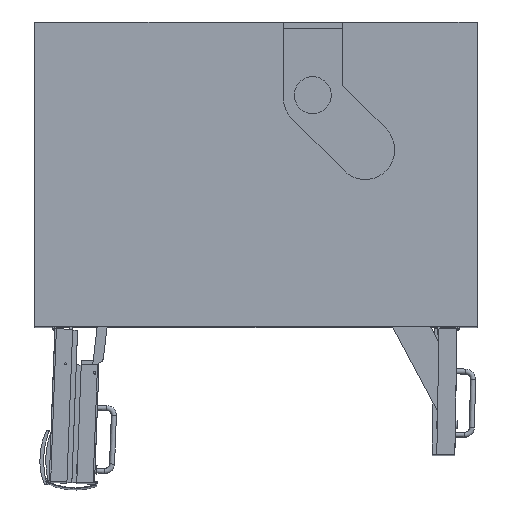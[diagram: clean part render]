
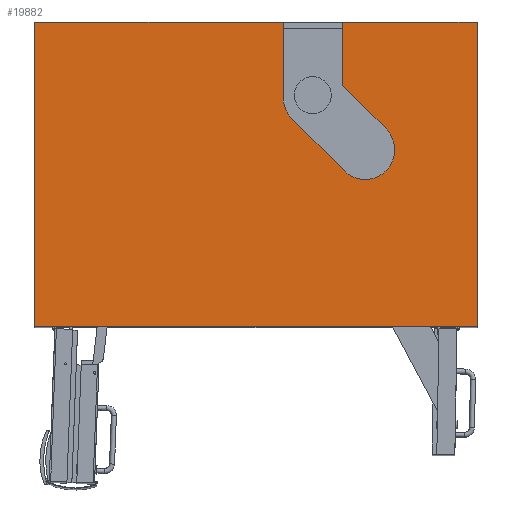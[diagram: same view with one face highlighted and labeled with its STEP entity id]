
A CAD part, top view. The second image highlights one B-rep face of the part: STEP entity #19882.
In plain terms, the highlighted planar face has unit normal (0, 0, 1).
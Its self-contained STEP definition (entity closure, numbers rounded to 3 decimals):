
#817=CIRCLE('',#21193,10.);
#818=CIRCLE('',#21194,60.);
#819=CIRCLE('',#21195,60.);
#1334=FACE_OUTER_BOUND('',#2480,.T.);
#2480=EDGE_LOOP('',(#12736,#12737,#12738,#12739,#12740,#12741,#12742,#12743,
#12744,#12745,#12746,#12747));
#3983=LINE('',#27453,#6063);
#3984=LINE('',#27457,#6064);
#3985=LINE('',#27461,#6065);
#3986=LINE('',#27465,#6066);
#3987=LINE('',#27467,#6067);
#3988=LINE('',#27469,#6068);
#3989=LINE('',#27471,#6069);
#3990=LINE('',#27473,#6070);
#3991=LINE('',#27474,#6071);
#6063=VECTOR('',#22713,10.);
#6064=VECTOR('',#22716,10.);
#6065=VECTOR('',#22719,10.);
#6066=VECTOR('',#22722,10.);
#6067=VECTOR('',#22723,10.);
#6068=VECTOR('',#22724,10.);
#6069=VECTOR('',#22725,10.);
#6070=VECTOR('',#22726,10.);
#6071=VECTOR('',#22727,10.);
#8127=VERTEX_POINT('',#27451);
#8128=VERTEX_POINT('',#27452);
#8129=VERTEX_POINT('',#27454);
#8130=VERTEX_POINT('',#27456);
#8131=VERTEX_POINT('',#27458);
#8132=VERTEX_POINT('',#27460);
#8133=VERTEX_POINT('',#27462);
#8134=VERTEX_POINT('',#27464);
#8135=VERTEX_POINT('',#27466);
#8136=VERTEX_POINT('',#27468);
#8137=VERTEX_POINT('',#27470);
#8138=VERTEX_POINT('',#27472);
#9966=EDGE_CURVE('',#8127,#8128,#3983,.T.);
#9967=EDGE_CURVE('',#8128,#8129,#817,.T.);
#9968=EDGE_CURVE('',#8129,#8130,#3984,.T.);
#9969=EDGE_CURVE('',#8130,#8131,#818,.T.);
#9970=EDGE_CURVE('',#8131,#8132,#3985,.T.);
#9971=EDGE_CURVE('',#8132,#8133,#819,.T.);
#9972=EDGE_CURVE('',#8133,#8134,#3986,.T.);
#9973=EDGE_CURVE('',#8134,#8135,#3987,.T.);
#9974=EDGE_CURVE('',#8135,#8136,#3988,.T.);
#9975=EDGE_CURVE('',#8136,#8137,#3989,.T.);
#9976=EDGE_CURVE('',#8137,#8138,#3990,.T.);
#9977=EDGE_CURVE('',#8138,#8127,#3991,.T.);
#12736=ORIENTED_EDGE('',*,*,#9966,.T.);
#12737=ORIENTED_EDGE('',*,*,#9967,.T.);
#12738=ORIENTED_EDGE('',*,*,#9968,.T.);
#12739=ORIENTED_EDGE('',*,*,#9969,.T.);
#12740=ORIENTED_EDGE('',*,*,#9970,.T.);
#12741=ORIENTED_EDGE('',*,*,#9971,.T.);
#12742=ORIENTED_EDGE('',*,*,#9972,.T.);
#12743=ORIENTED_EDGE('',*,*,#9973,.T.);
#12744=ORIENTED_EDGE('',*,*,#9974,.T.);
#12745=ORIENTED_EDGE('',*,*,#9975,.T.);
#12746=ORIENTED_EDGE('',*,*,#9976,.T.);
#12747=ORIENTED_EDGE('',*,*,#9977,.T.);
#17932=PLANE('',#21192);
#19882=ADVANCED_FACE('',(#1334),#17932,.T.);
#21192=AXIS2_PLACEMENT_3D('',#27450,#22711,#22712);
#21193=AXIS2_PLACEMENT_3D('',#27455,#22714,#22715);
#21194=AXIS2_PLACEMENT_3D('',#27459,#22717,#22718);
#21195=AXIS2_PLACEMENT_3D('',#27463,#22720,#22721);
#22711=DIRECTION('center_axis',(0.,0.,1.));
#22712=DIRECTION('ref_axis',(1.,0.,0.));
#22713=DIRECTION('',(0.,-1.,0.));
#22714=DIRECTION('center_axis',(0.,0.,1.));
#22715=DIRECTION('ref_axis',(1.,0.,0.));
#22716=DIRECTION('',(0.707,-0.707,0.));
#22717=DIRECTION('center_axis',(0.,0.,-1.));
#22718=DIRECTION('ref_axis',(-0.707,-0.707,0.));
#22719=DIRECTION('',(-0.707,0.707,0.));
#22720=DIRECTION('center_axis',(0.,0.,-1.));
#22721=DIRECTION('ref_axis',(-1.,0.,0.));
#22722=DIRECTION('',(0.,1.,0.));
#22723=DIRECTION('',(-1.,0.,0.));
#22724=DIRECTION('',(0.,-1.,0.));
#22725=DIRECTION('',(1.,0.,0.));
#22726=DIRECTION('',(0.,1.,0.));
#22727=DIRECTION('',(-1.,0.,0.));
#27450=CARTESIAN_POINT('Origin',(0.,0.,
984.));
#27451=CARTESIAN_POINT('',(175.,308.25,984.));
#27452=CARTESIAN_POINT('',(175.,184.245,984.));
#27453=CARTESIAN_POINT('',(175.,147.25,984.));
#27454=CARTESIAN_POINT('',(177.929,177.174,984.));
#27455=CARTESIAN_POINT('Origin',(185.,184.245,984.));
#27456=CARTESIAN_POINT('',(263.676,91.426,984.));
#27457=CARTESIAN_POINT('',(177.74,177.363,984.));
#27458=CARTESIAN_POINT('',(178.824,6.574,984.));
#27459=CARTESIAN_POINT('Origin',(221.25,49.,984.));
#27460=CARTESIAN_POINT('',(72.574,112.824,984.));
#27461=CARTESIAN_POINT('',(135.761,49.636,984.));
#27462=CARTESIAN_POINT('',(55.,155.25,984.));
#27463=CARTESIAN_POINT('Origin',(115.,155.25,984.));
#27464=CARTESIAN_POINT('',(55.,308.25,984.));
#27465=CARTESIAN_POINT('',(55.,147.25,984.));
#27466=CARTESIAN_POINT('',(-448.25,308.25,984.));
#27467=CARTESIAN_POINT('',(448.25,308.25,984.));
#27468=CARTESIAN_POINT('',(-448.25,-308.25,984.));
#27469=CARTESIAN_POINT('',(-448.25,308.25,984.));
#27470=CARTESIAN_POINT('',(448.25,-308.25,984.));
#27471=CARTESIAN_POINT('',(-448.25,-308.25,984.));
#27472=CARTESIAN_POINT('',(448.25,308.25,984.));
#27473=CARTESIAN_POINT('',(448.25,-308.25,984.));
#27474=CARTESIAN_POINT('',(448.25,308.25,984.));
